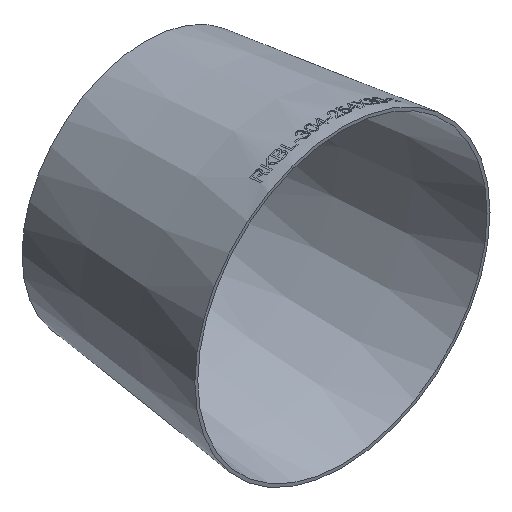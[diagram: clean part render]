
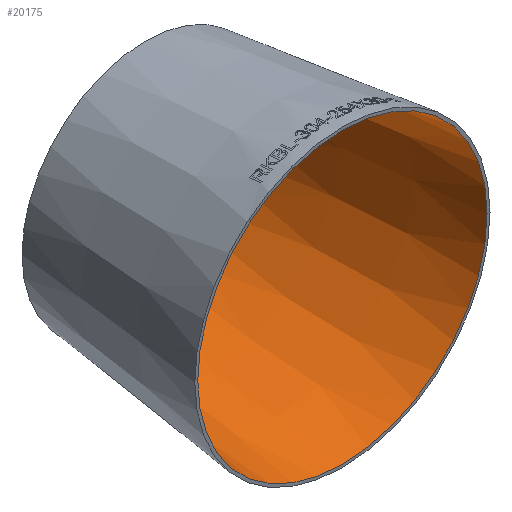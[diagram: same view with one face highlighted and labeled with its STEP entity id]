
A CAD part, isometric view. The second image highlights one B-rep face of the part: STEP entity #20175.
In plain terms, the highlighted conical face has half-angle 7.021 degrees and reference radius 148.977 mm.
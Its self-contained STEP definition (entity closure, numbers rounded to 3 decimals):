
#4951 = EDGE_LOOP ( 'NONE', ( #34601 ) ) ;
#5210 = CARTESIAN_POINT ( 'NONE',  ( 0., 0., -148.977 ) ) ;
#6633 = AXIS2_PLACEMENT_3D ( 'NONE', #14382, #28201, #30943 ) ;
#7619 = EDGE_CURVE ( 'NONE', #19208, #19208, #14856, .T. ) ;
#9928 = EDGE_CURVE ( 'NONE', #33560, #33560, #16674, .T. ) ;
#10060 = DIRECTION ( 'NONE',  ( 0., -1., 0. ) ) ;
#14382 = CARTESIAN_POINT ( 'NONE',  ( 0., 203., 0. ) ) ;
#14856 = CIRCLE ( 'NONE', #19544, 148.977 ) ;
#15838 = DIRECTION ( 'NONE',  ( 0., -1., 0. ) ) ;
#15968 = CARTESIAN_POINT ( 'NONE',  ( 0., 0., 0. ) ) ;
#16201 = DIRECTION ( 'NONE',  ( 0., 0., -1. ) ) ;
#16674 = CIRCLE ( 'NONE', #6633, 123.977 ) ;
#17441 = AXIS2_PLACEMENT_3D ( 'NONE', #15968, #10060, #27200 ) ;
#19208 = VERTEX_POINT ( 'NONE', #5210 ) ;
#19544 = AXIS2_PLACEMENT_3D ( 'NONE', #24503, #15838, #16201 ) ;
#20175 = ADVANCED_FACE ( 'NONE', ( #26842, #29598 ), #33291, .F. ) ;
#24503 = CARTESIAN_POINT ( 'NONE',  ( 0., 0., 0. ) ) ;
#25300 = CARTESIAN_POINT ( 'NONE',  ( 0., 203., -123.977 ) ) ;
#26842 = FACE_BOUND ( 'NONE', #4951, .T. ) ;
#27200 = DIRECTION ( 'NONE',  ( 0., 0., -1. ) ) ;
#28201 = DIRECTION ( 'NONE',  ( 0., -1., 0. ) ) ;
#29598 = FACE_OUTER_BOUND ( 'NONE', #35855, .T. ) ;
#30943 = DIRECTION ( 'NONE',  ( 0., 0., -1. ) ) ;
#33291 = CONICAL_SURFACE ( 'NONE', #17441, 148.977, 0.123 ) ;
#33462 = ORIENTED_EDGE ( 'NONE', *, *, #7619, .T. ) ;
#33560 = VERTEX_POINT ( 'NONE', #25300 ) ;
#34601 = ORIENTED_EDGE ( 'NONE', *, *, #9928, .F. ) ;
#35855 = EDGE_LOOP ( 'NONE', ( #33462 ) ) ;
